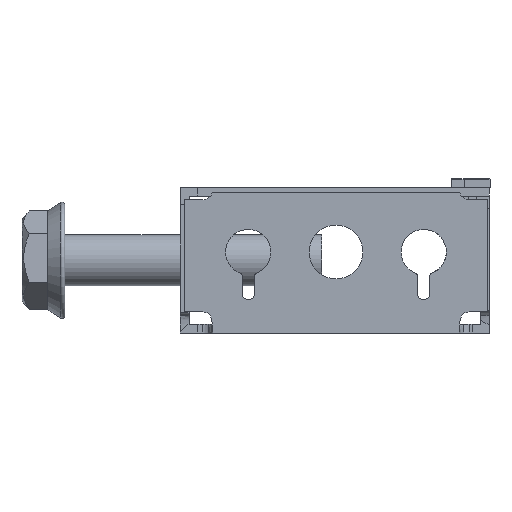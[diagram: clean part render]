
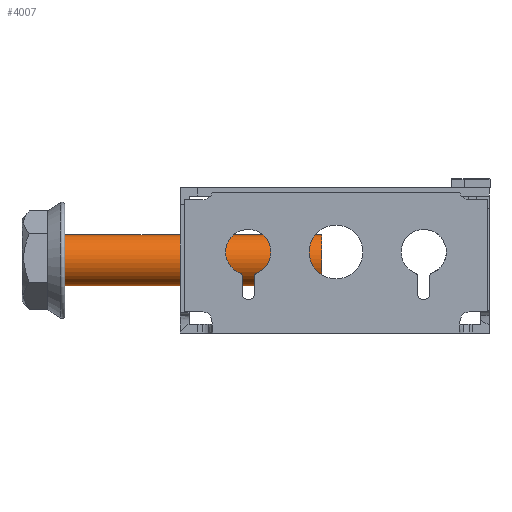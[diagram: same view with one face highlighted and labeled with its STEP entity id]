
A CAD part, left-side view. The second image highlights one B-rep face of the part: STEP entity #4007.
In plain terms, the highlighted cylindrical face has radius 3 mm (diameter 6 mm), a partial arc.
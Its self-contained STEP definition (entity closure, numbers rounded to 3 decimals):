
#48 = CARTESIAN_POINT ( 'NONE',  ( 30.54, 13.519, 21.404 ) ) ;
#271 = CARTESIAN_POINT ( 'NONE',  ( 30.7, -16.481, 24.4 ) ) ;
#440 = CARTESIAN_POINT ( 'NONE',  ( 30.86, -16.481, 27.396 ) ) ;
#991 = DIRECTION ( 'NONE',  ( 0.053, 0., 0.999 ) ) ;
#1374 = CARTESIAN_POINT ( 'NONE',  ( 30.86, 13.519, 27.396 ) ) ;
#1468 = LINE ( 'NONE', #4758, #2938 ) ;
#1727 = AXIS2_PLACEMENT_3D ( 'NONE', #271, #8854, #9611 ) ;
#1899 = EDGE_CURVE ( 'NONE', #3106, #8552, #1468, .T. ) ;
#2320 = ORIENTED_EDGE ( 'NONE', *, *, #1899, .F. ) ;
#2347 = DIRECTION ( 'NONE',  ( 0., -1., 0. ) ) ;
#2938 = VECTOR ( 'NONE', #3250, 1000. ) ;
#3106 = VERTEX_POINT ( 'NONE', #1374 ) ;
#3250 = DIRECTION ( 'NONE',  ( 0., -1., 0. ) ) ;
#3819 = EDGE_CURVE ( 'NONE', #3106, #4173, #7937, .T. ) ;
#3870 = ORIENTED_EDGE ( 'NONE', *, *, #3819, .T. ) ;
#4007 = ADVANCED_FACE ( 'NONE', ( #5155 ), #7699, .T. ) ;
#4173 = VERTEX_POINT ( 'NONE', #48 ) ;
#4337 = CARTESIAN_POINT ( 'NONE',  ( 30.54, -16.481, 21.404 ) ) ;
#4758 = CARTESIAN_POINT ( 'NONE',  ( 30.86, -16.481, 27.396 ) ) ;
#5155 = FACE_OUTER_BOUND ( 'NONE', #10053, .T. ) ;
#5578 = ORIENTED_EDGE ( 'NONE', *, *, #10307, .F. ) ;
#5585 = EDGE_CURVE ( 'NONE', #4173, #9689, #8852, .T. ) ;
#6445 = DIRECTION ( 'NONE',  ( 0., -1., 0. ) ) ;
#6671 = DIRECTION ( 'NONE',  ( 0., -1., 0. ) ) ;
#6880 = CIRCLE ( 'NONE', #10011, 3. ) ;
#7431 = DIRECTION ( 'NONE',  ( 0., 0., -1. ) ) ;
#7699 = CYLINDRICAL_SURFACE ( 'NONE', #1727, 3. ) ;
#7925 = CARTESIAN_POINT ( 'NONE',  ( 30.54, -16.481, 21.404 ) ) ;
#7937 = CIRCLE ( 'NONE', #10536, 3. ) ;
#8161 = ORIENTED_EDGE ( 'NONE', *, *, #5585, .T. ) ;
#8428 = CARTESIAN_POINT ( 'NONE',  ( 30.7, 13.519, 24.4 ) ) ;
#8552 = VERTEX_POINT ( 'NONE', #440 ) ;
#8817 = CARTESIAN_POINT ( 'NONE',  ( 30.7, -16.481, 24.4 ) ) ;
#8852 = LINE ( 'NONE', #7925, #9632 ) ;
#8854 = DIRECTION ( 'NONE',  ( 0., -1., 0. ) ) ;
#9611 = DIRECTION ( 'NONE',  ( 0.053, 0., 0.999 ) ) ;
#9632 = VECTOR ( 'NONE', #6445, 1000. ) ;
#9689 = VERTEX_POINT ( 'NONE', #4337 ) ;
#10011 = AXIS2_PLACEMENT_3D ( 'NONE', #8817, #2347, #7431 ) ;
#10053 = EDGE_LOOP ( 'NONE', ( #3870, #8161, #5578, #2320 ) ) ;
#10307 = EDGE_CURVE ( 'NONE', #8552, #9689, #6880, .T. ) ;
#10536 = AXIS2_PLACEMENT_3D ( 'NONE', #8428, #6671, #991 ) ;
